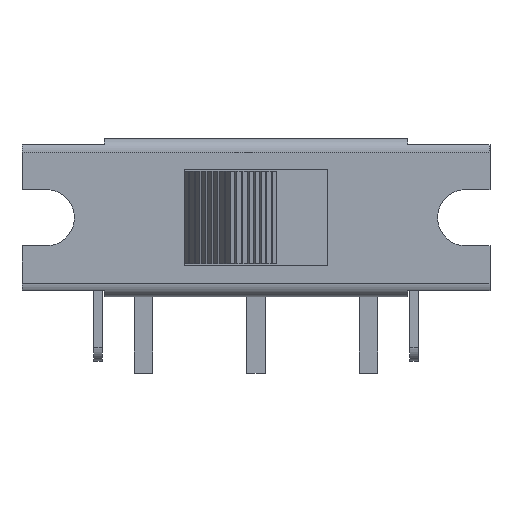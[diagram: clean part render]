
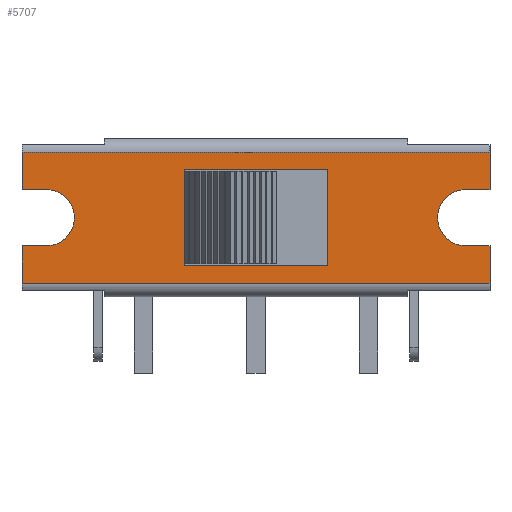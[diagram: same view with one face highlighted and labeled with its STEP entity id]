
A CAD part, top view. The second image highlights one B-rep face of the part: STEP entity #5707.
In plain terms, the highlighted planar face has unit normal (0, 0, 1).
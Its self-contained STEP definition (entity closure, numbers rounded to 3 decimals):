
#5199=CARTESIAN_POINT('',(-9.78,2.74,0.36));
#5200=VERTEX_POINT('',#5199);
#5208=CARTESIAN_POINT('',(9.78,2.74,0.36));
#5209=VERTEX_POINT('',#5208);
#5210=CARTESIAN_POINT('',(-9.78,2.74,0.36));
#5211=DIRECTION('',(1.0,0.0,0.0));
#5212=VECTOR('',#5211,19.56);
#5213=LINE('',#5210,#5212);
#5214=EDGE_CURVE('',#5200,#5209,#5213,.T.);
#5495=CARTESIAN_POINT('',(9.78,-2.74,0.36));
#5496=VERTEX_POINT('',#5495);
#5504=CARTESIAN_POINT('',(-9.78,-2.74,0.36));
#5505=VERTEX_POINT('',#5504);
#5506=CARTESIAN_POINT('',(9.78,-2.74,0.36));
#5507=DIRECTION('',(-1.0,0.0,0.0));
#5508=VECTOR('',#5507,19.56);
#5509=LINE('',#5506,#5508);
#5510=EDGE_CURVE('',#5496,#5505,#5509,.T.);
#5567=CARTESIAN_POINT('',(-9.78,-1.175,0.36));
#5568=VERTEX_POINT('',#5567);
#5569=CARTESIAN_POINT('',(-9.78,-2.74,0.36));
#5570=DIRECTION('',(0.0,1.0,0.0));
#5571=VECTOR('',#5570,1.565);
#5572=LINE('',#5569,#5571);
#5573=EDGE_CURVE('',#5505,#5568,#5572,.T.);
#5593=CARTESIAN_POINT('',(0.,0.,0.36));
#5594=DIRECTION('',(0.0,0.0,1.0));
#5595=DIRECTION('',(1.0,0.0,0.0));
#5596=AXIS2_PLACEMENT_3D('',#5593,#5594,#5595);
#5597=PLANE('',#5596);
#5598=ORIENTED_EDGE('',*,*,#5214,.F.);
#5599=CARTESIAN_POINT('',(-9.78,1.175,0.36));
#5600=VERTEX_POINT('',#5599);
#5601=CARTESIAN_POINT('',(-9.78,1.175,0.36));
#5602=DIRECTION('',(0.0,1.0,0.0));
#5603=VECTOR('',#5602,1.565);
#5604=LINE('',#5601,#5603);
#5605=EDGE_CURVE('',#5600,#5200,#5604,.T.);
#5606=ORIENTED_EDGE('',*,*,#5605,.F.);
#5607=CARTESIAN_POINT('',(-8.765,1.175,0.36));
#5608=VERTEX_POINT('',#5607);
#5609=CARTESIAN_POINT('',(-8.765,1.175,0.36));
#5610=DIRECTION('',(-1.0,0.0,0.0));
#5611=VECTOR('',#5610,1.015);
#5612=LINE('',#5609,#5611);
#5613=EDGE_CURVE('',#5608,#5600,#5612,.T.);
#5614=ORIENTED_EDGE('',*,*,#5613,.F.);
#5615=CARTESIAN_POINT('',(-8.765,-1.175,0.36));
#5616=VERTEX_POINT('',#5615);
#5617=CARTESIAN_POINT('',(-8.765,0.0,0.36));
#5618=DIRECTION('',(0.0,0.0,1.0));
#5619=DIRECTION('',(0.0,-1.0,0.0));
#5620=AXIS2_PLACEMENT_3D('',#5617,#5618,#5619);
#5621=CIRCLE('',#5620,1.175);
#5622=EDGE_CURVE('',#5616,#5608,#5621,.T.);
#5623=ORIENTED_EDGE('',*,*,#5622,.F.);
#5624=CARTESIAN_POINT('',(-9.78,-1.175,0.36));
#5625=DIRECTION('',(1.0,0.0,0.0));
#5626=VECTOR('',#5625,1.015);
#5627=LINE('',#5624,#5626);
#5628=EDGE_CURVE('',#5568,#5616,#5627,.T.);
#5629=ORIENTED_EDGE('',*,*,#5628,.F.);
#5630=ORIENTED_EDGE('',*,*,#5573,.F.);
#5631=ORIENTED_EDGE('',*,*,#5510,.F.);
#5632=CARTESIAN_POINT('',(9.78,-1.175,0.36));
#5633=VERTEX_POINT('',#5632);
#5634=CARTESIAN_POINT('',(9.78,-1.175,0.36));
#5635=DIRECTION('',(0.0,-1.0,0.0));
#5636=VECTOR('',#5635,1.565);
#5637=LINE('',#5634,#5636);
#5638=EDGE_CURVE('',#5633,#5496,#5637,.T.);
#5639=ORIENTED_EDGE('',*,*,#5638,.F.);
#5640=CARTESIAN_POINT('',(8.765,-1.175,0.36));
#5641=VERTEX_POINT('',#5640);
#5642=CARTESIAN_POINT('',(8.765,-1.175,0.36));
#5643=DIRECTION('',(1.0,0.0,0.0));
#5644=VECTOR('',#5643,1.015);
#5645=LINE('',#5642,#5644);
#5646=EDGE_CURVE('',#5641,#5633,#5645,.T.);
#5647=ORIENTED_EDGE('',*,*,#5646,.F.);
#5648=CARTESIAN_POINT('',(8.765,1.175,0.36));
#5649=VERTEX_POINT('',#5648);
#5650=CARTESIAN_POINT('',(8.765,0.0,0.36));
#5651=DIRECTION('',(0.0,0.0,1.0));
#5652=DIRECTION('',(0.0,1.0,0.0));
#5653=AXIS2_PLACEMENT_3D('',#5650,#5651,#5652);
#5654=CIRCLE('',#5653,1.175);
#5655=EDGE_CURVE('',#5649,#5641,#5654,.T.);
#5656=ORIENTED_EDGE('',*,*,#5655,.F.);
#5657=CARTESIAN_POINT('',(9.78,1.175,0.36));
#5658=VERTEX_POINT('',#5657);
#5659=CARTESIAN_POINT('',(9.78,1.175,0.36));
#5660=DIRECTION('',(-1.0,0.0,0.0));
#5661=VECTOR('',#5660,1.015);
#5662=LINE('',#5659,#5661);
#5663=EDGE_CURVE('',#5658,#5649,#5662,.T.);
#5664=ORIENTED_EDGE('',*,*,#5663,.F.);
#5665=CARTESIAN_POINT('',(9.78,2.74,0.36));
#5666=DIRECTION('',(0.0,-1.0,0.0));
#5667=VECTOR('',#5666,1.565);
#5668=LINE('',#5665,#5667);
#5669=EDGE_CURVE('',#5209,#5658,#5668,.T.);
#5670=ORIENTED_EDGE('',*,*,#5669,.F.);
#5671=EDGE_LOOP('',(#5598,#5606,#5614,#5623,#5629,#5630,#5631,#5639,#5647,#5656,#5664,#5670));
#5672=FACE_OUTER_BOUND('',#5671,.T.);
#5673=CARTESIAN_POINT('',(3.0,2.0,0.36));
#5674=VERTEX_POINT('',#5673);
#5675=CARTESIAN_POINT('',(3.0,-2.0,0.36));
#5676=VERTEX_POINT('',#5675);
#5677=CARTESIAN_POINT('',(3.0,2.0,0.36));
#5678=DIRECTION('',(0.0,-1.0,0.0));
#5679=VECTOR('',#5678,4.);
#5680=LINE('',#5677,#5679);
#5681=EDGE_CURVE('',#5674,#5676,#5680,.T.);
#5682=ORIENTED_EDGE('',*,*,#5681,.T.);
#5683=CARTESIAN_POINT('',(-3.0,-2.0,0.36));
#5684=VERTEX_POINT('',#5683);
#5685=CARTESIAN_POINT('',(3.0,-2.0,0.36));
#5686=DIRECTION('',(-1.0,0.0,0.0));
#5687=VECTOR('',#5686,6.0);
#5688=LINE('',#5685,#5687);
#5689=EDGE_CURVE('',#5676,#5684,#5688,.T.);
#5690=ORIENTED_EDGE('',*,*,#5689,.T.);
#5691=CARTESIAN_POINT('',(-3.,2.0,0.36));
#5692=VERTEX_POINT('',#5691);
#5693=CARTESIAN_POINT('',(-3.0,-2.0,0.36));
#5694=DIRECTION('',(0.0,1.0,0.0));
#5695=VECTOR('',#5694,4.0);
#5696=LINE('',#5693,#5695);
#5697=EDGE_CURVE('',#5684,#5692,#5696,.T.);
#5698=ORIENTED_EDGE('',*,*,#5697,.T.);
#5699=CARTESIAN_POINT('',(-3.,2.0,0.36));
#5700=DIRECTION('',(1.0,0.0,0.0));
#5701=VECTOR('',#5700,6.);
#5702=LINE('',#5699,#5701);
#5703=EDGE_CURVE('',#5692,#5674,#5702,.T.);
#5704=ORIENTED_EDGE('',*,*,#5703,.T.);
#5705=EDGE_LOOP('',(#5682,#5690,#5698,#5704));
#5706=FACE_BOUND('',#5705,.T.);
#5707=ADVANCED_FACE('',(#5672,#5706),#5597,.T.);
